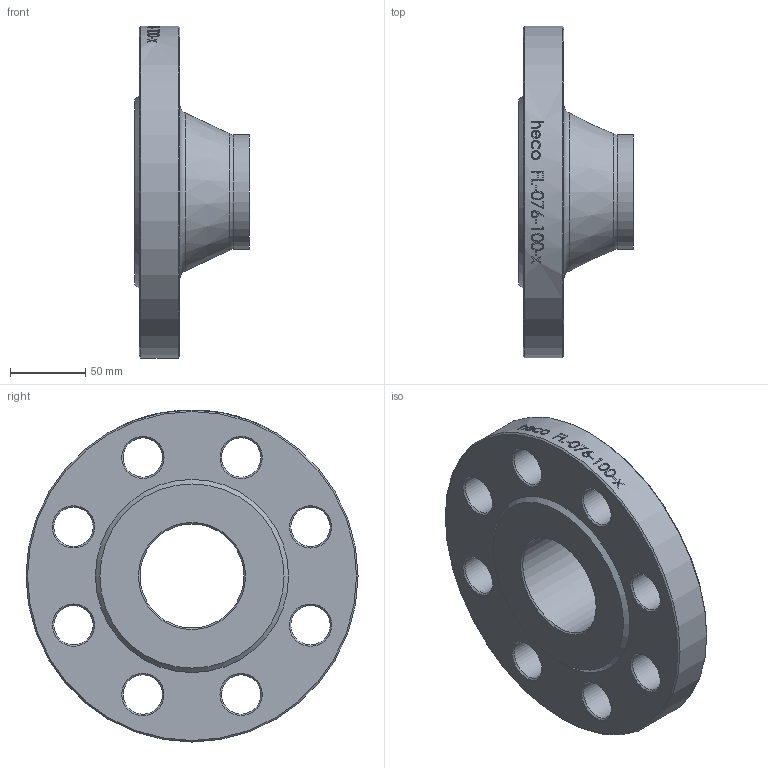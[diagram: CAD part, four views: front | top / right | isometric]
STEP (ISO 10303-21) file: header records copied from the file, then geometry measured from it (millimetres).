
FILE_DESCRIPTION (( 'STEP AP214' ), '1' );
FILE_NAME ('FL-076-100-x Vorschweissflansch EN1092 2103.STEP', '2021-03-01T15:37:34', ( '' ), ( '' ), 'SwSTEP 2.0', 'SolidWorks 2019', '' );
FILE_SCHEMA (( 'AUTOMOTIVE_DESIGN' ));
Length unit declared in the file: millimetre
Products named in the file (1): FL-076-100-x Vorschweissflansch EN1092 2103
Bounding box: 76 x 220 x 220 mm (x, y, z)
Volume: 947245.5 mm3; surface area: 120454.7 mm2
Topology: 1 solids, 1 shells, 60 faces, 232 edges, 197 vertices
Faces by surface type: cylinder 33, cone 21, plane 4, torus 2
Full cylindrical faces by diameter (mm): 26 x8, 68.9 x1, 76.1 x1, 220 x1
Entity records: 5635 total; most frequent: CARTESIAN_POINT 3655, ORIENTED_EDGE 370, DIRECTION 292, EDGE_CURVE 185, VERTEX_POINT 185, EDGE_LOOP 136, AXIS2_PLACEMENT_3D 135, B_SPLINE_CURVE_WITH_KNOTS 89
